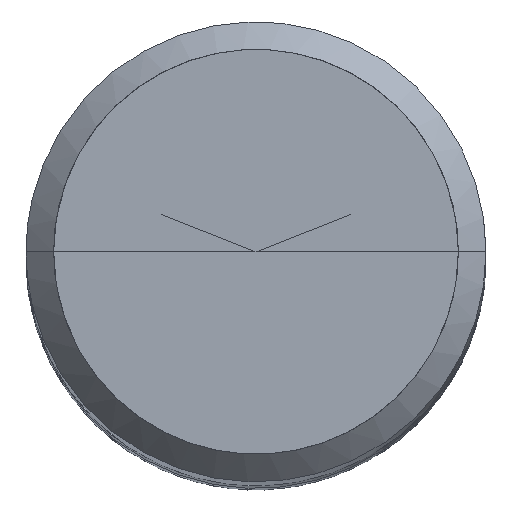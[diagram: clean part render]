
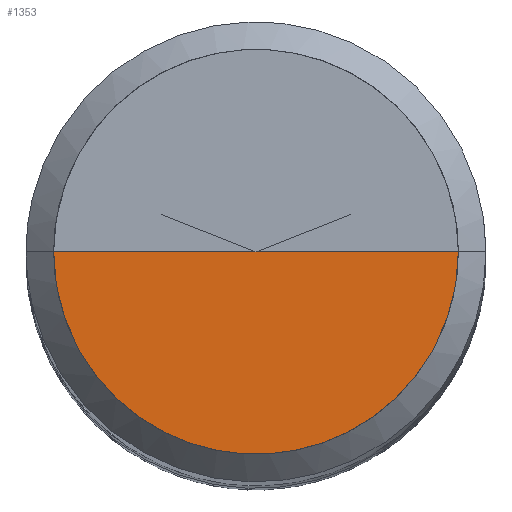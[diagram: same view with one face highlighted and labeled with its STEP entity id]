
A CAD part, top view. The second image highlights one B-rep face of the part: STEP entity #1353.
In plain terms, the highlighted free-form (B-spline) face has degree [1, 2] with [2, 5] control points.
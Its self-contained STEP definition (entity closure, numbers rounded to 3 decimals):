
#915=CARTESIAN_POINT('',(4.4,0.0,48.85));
#919=CARTESIAN_POINT('',(-4.4,0.0,48.85));
#920=CARTESIAN_POINT('',(0.0,0.0,48.85));
#933=CARTESIAN_POINT('',(-4.4,-4.4,48.85));
#934=CARTESIAN_POINT('',(0.0,-4.4,48.85));
#935=CARTESIAN_POINT('',(4.4,-4.4,48.85));
#1338=(
BOUNDED_SURFACE()
B_SPLINE_SURFACE(1,2,(
(#919,#933,#934,#935,#915),
(#920,#920,#920,#920,#920)
), .UNSPECIFIED.,.F.,.F.,.F.)
B_SPLINE_SURFACE_WITH_KNOTS((2,2),(3,2,3),(
0.0,1.0),(
0.0,0.5,1.0), .UNSPECIFIED.)
GEOMETRIC_REPRESENTATION_ITEM()
RATIONAL_B_SPLINE_SURFACE(((1.0,0.707,1.0,0.707,1.0),
(1.0,0.707,1.0,0.707,1.0)
))
REPRESENTATION_ITEM('')
SURFACE()
);
#1339=(
BOUNDED_CURVE()
B_SPLINE_CURVE(1,(#920,#915),.UNSPECIFIED.,.F.,.F.)
B_SPLINE_CURVE_WITH_KNOTS((2,2),
(0.0,1.0),.UNSPECIFIED.)
CURVE()
GEOMETRIC_REPRESENTATION_ITEM()
RATIONAL_B_SPLINE_CURVE((1.0,1.0))
REPRESENTATION_ITEM('')
);
#1340=(
BOUNDED_CURVE()
B_SPLINE_CURVE(2,(#915,#935,#934,#933,#919),.UNSPECIFIED.,.F.,.F.)
B_SPLINE_CURVE_WITH_KNOTS((3,2,3),
(0.0,0.5,1.0),.UNSPECIFIED.)
CURVE()
GEOMETRIC_REPRESENTATION_ITEM()
RATIONAL_B_SPLINE_CURVE((1.0,0.707,1.0,0.707,1.0))
REPRESENTATION_ITEM('')
);
#1341=(
BOUNDED_CURVE()
B_SPLINE_CURVE(1,(#919,#920),.UNSPECIFIED.,.F.,.F.)
B_SPLINE_CURVE_WITH_KNOTS((2,2),
(0.0,1.0),.UNSPECIFIED.)
CURVE()
GEOMETRIC_REPRESENTATION_ITEM()
RATIONAL_B_SPLINE_CURVE((1.0,1.0))
REPRESENTATION_ITEM('')
);
#1342=VERTEX_POINT('',#915);
#1343=VERTEX_POINT('',#919);
#1344=VERTEX_POINT('',#920);
#1345=EDGE_CURVE('',#1344,#1342,#1339,.T.);
#1346=EDGE_CURVE('',#1342,#1343,#1340,.T.);
#1347=EDGE_CURVE('',#1343,#1344,#1341,.T.);
#1348=ORIENTED_EDGE('',*,*,#1345,.T.);
#1349=ORIENTED_EDGE('',*,*,#1346,.T.);
#1350=ORIENTED_EDGE('',*,*,#1347,.T.);
#1351=EDGE_LOOP('',(#1348,#1349,#1350));
#1352=FACE_OUTER_BOUND('',#1351,.T.);
#1353=ADVANCED_FACE('',(#1352),#1338,.T.);
